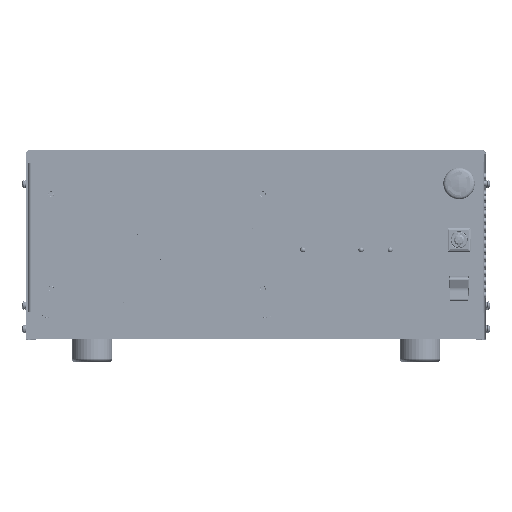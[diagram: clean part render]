
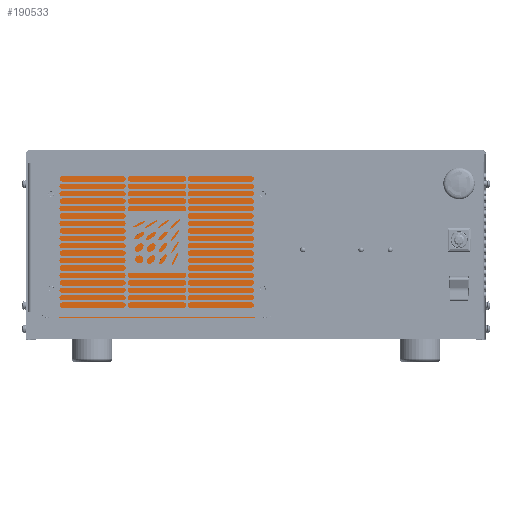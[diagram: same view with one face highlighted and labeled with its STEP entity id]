
A CAD part, top view. The second image highlights one B-rep face of the part: STEP entity #190533.
In plain terms, the highlighted planar face has unit normal (0, 0, 1).
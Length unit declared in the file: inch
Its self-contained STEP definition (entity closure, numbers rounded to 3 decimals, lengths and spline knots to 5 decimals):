
#7747 = VERTEX_POINT ( 'NONE', #308670 ) ;
#12597 = ORIENTED_EDGE ( 'NONE', *, *, #152908, .T. ) ;
#27452 = DIRECTION ( 'NONE',  ( 0., -1., 0. ) ) ;
#40152 = LINE ( 'NONE', #128737, #75720 ) ;
#49223 = CARTESIAN_POINT ( 'NONE',  ( -18.1512, -2.0448, 18.29106 ) ) ;
#49966 = EDGE_CURVE ( 'NONE', #412374, #7747, #40152, .T. ) ;
#75720 = VECTOR ( 'NONE', #161678, 39.37008 ) ;
#81930 = DIRECTION ( 'NONE',  ( 0., -1., 0. ) ) ;
#106933 = ORIENTED_EDGE ( 'NONE', *, *, #287562, .T. ) ;
#109064 = VERTEX_POINT ( 'NONE', #384809 ) ;
#128737 = CARTESIAN_POINT ( 'NONE',  ( -18.1512, -2.0448, 18.29106 ) ) ;
#130510 = ORIENTED_EDGE ( 'NONE', *, *, #49966, .T. ) ;
#152908 = EDGE_CURVE ( 'NONE', #109064, #412374, #326872, .T. ) ;
#156261 = FACE_OUTER_BOUND ( 'NONE', #281879, .T. ) ;
#161678 = DIRECTION ( 'NONE',  ( 1., 0., 0. ) ) ;
#171804 = DIRECTION ( 'NONE',  ( -1., 0., 0. ) ) ;
#172017 = DIRECTION ( 'NONE',  ( 0., 1., 0. ) ) ;
#189624 = CARTESIAN_POINT ( 'NONE',  ( -18.1512, 3.6652, 18.29106 ) ) ;
#190533 = ADVANCED_FACE ( 'NONE', ( #156261 ), #339436, .T. ) ;
#210768 = EDGE_CURVE ( 'NONE', #7747, #223262, #413673, .T. ) ;
#223262 = VERTEX_POINT ( 'NONE', #238251 ) ;
#231317 = LINE ( 'NONE', #366772, #404312 ) ;
#238251 = CARTESIAN_POINT ( 'NONE',  ( -10.9243, 3.6652, 18.29106 ) ) ;
#276845 = DIRECTION ( 'NONE',  ( 0., 0., 1. ) ) ;
#279704 = CARTESIAN_POINT ( 'NONE',  ( -18.1512, -2.0448, 18.29106 ) ) ;
#281879 = EDGE_LOOP ( 'NONE', ( #12597, #130510, #339413, #106933 ) ) ;
#287562 = EDGE_CURVE ( 'NONE', #223262, #109064, #231317, .T. ) ;
#308670 = CARTESIAN_POINT ( 'NONE',  ( -10.9243, -2.0448, 18.29106 ) ) ;
#326872 = LINE ( 'NONE', #189624, #403120 ) ;
#327250 = VECTOR ( 'NONE', #172017, 39.37008 ) ;
#334293 = CARTESIAN_POINT ( 'NONE',  ( -10.9243, 3.6652, 18.29106 ) ) ;
#339413 = ORIENTED_EDGE ( 'NONE', *, *, #210768, .T. ) ;
#339436 = PLANE ( 'NONE',  #372197 ) ;
#366772 = CARTESIAN_POINT ( 'NONE',  ( -18.1512, 3.6652, 18.29106 ) ) ;
#372197 = AXIS2_PLACEMENT_3D ( 'NONE', #49223, #276845, #81930 ) ;
#384809 = CARTESIAN_POINT ( 'NONE',  ( -18.1512, 3.6652, 18.29106 ) ) ;
#403120 = VECTOR ( 'NONE', #27452, 39.37008 ) ;
#404312 = VECTOR ( 'NONE', #171804, 39.37008 ) ;
#412374 = VERTEX_POINT ( 'NONE', #279704 ) ;
#413673 = LINE ( 'NONE', #334293, #327250 ) ;
